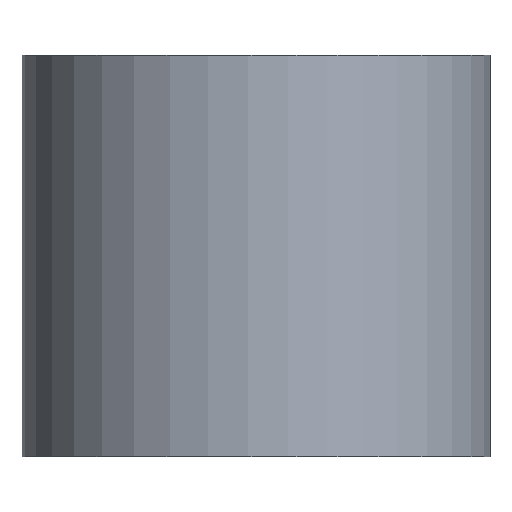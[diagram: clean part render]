
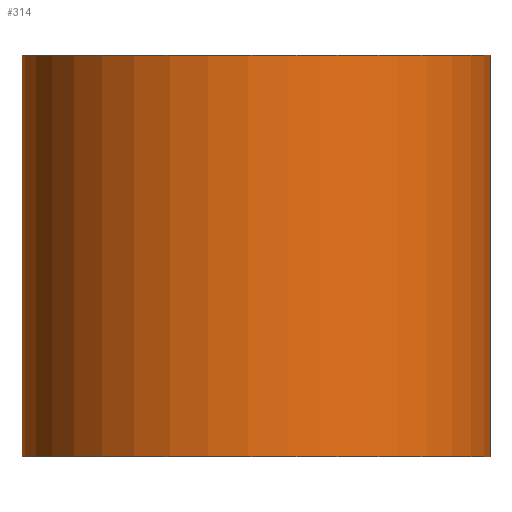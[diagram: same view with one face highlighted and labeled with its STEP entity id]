
A CAD part, front view. The second image highlights one B-rep face of the part: STEP entity #314.
In plain terms, the highlighted cylindrical face has radius 17.5 mm (diameter 35 mm), a partial arc.
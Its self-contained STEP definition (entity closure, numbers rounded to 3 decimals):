
#132=CARTESIAN_POINT('',(297.5,36.,85.));
#133=VERTEX_POINT('',#132);
#141=CARTESIAN_POINT('',(319.8,52.829,85.));
#142=VERTEX_POINT('',#141);
#143=CARTESIAN_POINT('',(315.,36.,85.));
#144=DIRECTION('',(0.,0.,1.));
#145=DIRECTION('',(1.,0.,-0.));
#146=AXIS2_PLACEMENT_3D('',#143,#144,#145);
#147=CIRCLE('',#146,17.5);
#148=EDGE_CURVE('',#133,#142,#147,.T.);
#197=CARTESIAN_POINT('',(297.5,36.,55.));
#198=VERTEX_POINT('',#197);
#199=CARTESIAN_POINT('',(297.5,36.,55.));
#200=DIRECTION('',(-0.,-0.,1.));
#201=VECTOR('',#200,30.);
#202=LINE('',#199,#201);
#203=EDGE_CURVE('',#198,#133,#202,.T.);
#222=CARTESIAN_POINT('',(319.8,52.829,55.));
#223=VERTEX_POINT('',#222);
#224=CARTESIAN_POINT('',(319.8,52.829,85.));
#225=DIRECTION('',(0.,0.,-1.));
#226=VECTOR('',#225,30.);
#227=LINE('',#224,#226);
#228=EDGE_CURVE('',#142,#223,#227,.T.);
#279=CARTESIAN_POINT('',(315.,36.,55.));
#280=DIRECTION('',(0.,0.,1.));
#281=DIRECTION('',(1.,0.,-0.));
#282=AXIS2_PLACEMENT_3D('',#279,#280,#281);
#283=CIRCLE('',#282,17.5);
#284=EDGE_CURVE('',#198,#223,#283,.T.);
#303=CARTESIAN_POINT('',(315.,36.,85.));
#304=DIRECTION('',(0.,0.,-1.));
#305=DIRECTION('',(-1.,0.,0.));
#306=AXIS2_PLACEMENT_3D('',#303,#304,#305);
#307=CYLINDRICAL_SURFACE('',#306,17.5);
#308=ORIENTED_EDGE('',*,*,#203,.F.);
#309=ORIENTED_EDGE('',*,*,#284,.T.);
#310=ORIENTED_EDGE('',*,*,#228,.F.);
#311=ORIENTED_EDGE('',*,*,#148,.F.);
#312=EDGE_LOOP('',(#308,#309,#310,#311));
#313=FACE_BOUND('',#312,.T.);
#314=ADVANCED_FACE('',(#313),#307,.T.);
